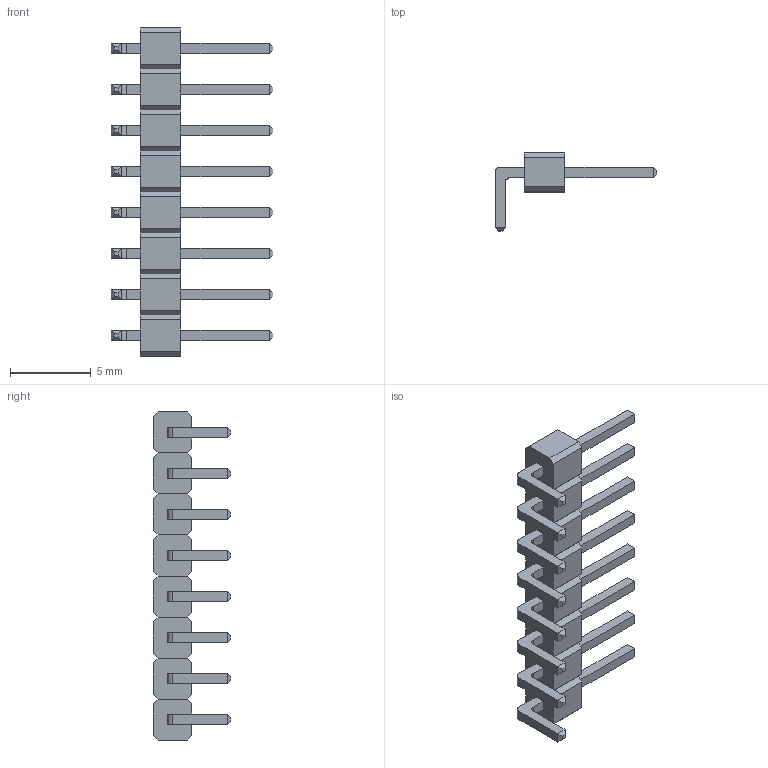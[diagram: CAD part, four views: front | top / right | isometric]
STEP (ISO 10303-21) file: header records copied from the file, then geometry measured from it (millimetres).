
FILE_DESCRIPTION(('FreeCAD Model'),'2;1');
FILE_NAME('BaretteBroche-M-M-8x1-2.54-90Deg.step','2016-12-07T12:13:00',('Daniel Sallin'),('Daniel-STP'), 'Open CASCADE STEP processor 6.8','FreeCAD','Unknown');
FILE_SCHEMA(('AUTOMOTIVE_DESIGN_CC2 { 1 2 10303 214 -1 1 5 4 }'));
Length unit declared in the file: millimetre
Products named in the file (2): ASSEMBLY; Array
Assembly tree (1 placements, depth 2):
  ASSEMBLY
    Array
Bounding box: 10.02 x 4.81 x 20.32 mm (x, y, z)
Volume: 152 mm3; surface area: 489 mm2
Topology: 8 solids, 8 shells, 256 faces, 608 edges, 384 vertices
Faces by surface type: plane 240, cylinder 16
Entity records: 15132 total; most frequent: CARTESIAN_POINT 2786, DIRECTION 2212, LINE 1632, VECTOR 1632, ORIENTED_EDGE 1216, PCURVE 1216, DEFINITIONAL_REPRESENTATION 1216, EDGE_CURVE 608
